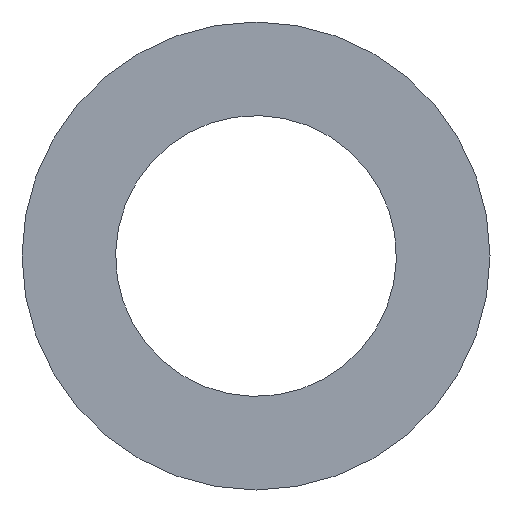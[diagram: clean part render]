
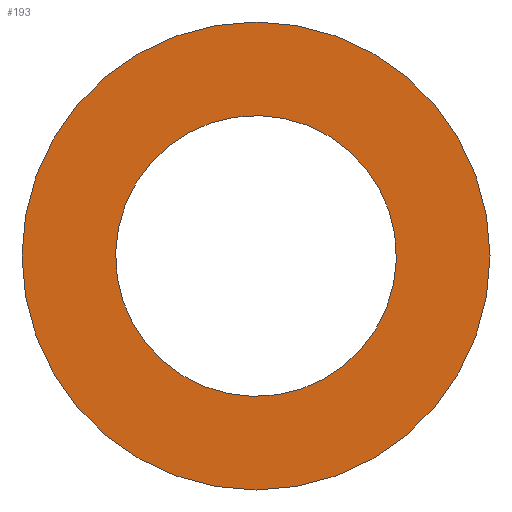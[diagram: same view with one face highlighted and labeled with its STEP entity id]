
A CAD part, left-side view. The second image highlights one B-rep face of the part: STEP entity #193.
In plain terms, the highlighted planar face has unit normal (-1, 0, 0).
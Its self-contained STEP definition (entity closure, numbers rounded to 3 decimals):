
#61=CARTESIAN_POINT('Vertex',(-3.,-13.164,7.191)) ;
#66=CARTESIAN_POINT('Axis2P3D Location',(-3.,0.,0.)) ;
#70=CARTESIAN_POINT('Vertex',(-3.,13.164,-7.191)) ;
#125=CARTESIAN_POINT('Axis2P3D Location',(-3.,0.,0.)) ;
#142=CARTESIAN_POINT('Axis2P3D Location',(-3.,0.,0.)) ;
#146=CARTESIAN_POINT('Vertex',(-3.,25.,0.)) ;
#148=CARTESIAN_POINT('Vertex',(-3.,-25.,0.)) ;
#168=CARTESIAN_POINT('Axis2P3D Location',(-3.,0.,0.)) ;
#180=CARTESIAN_POINT('Axis2P3D Location',(-3.,0.,0.)) ;
#67=DIRECTION('Axis2P3D Direction',(-1.,0.,-0.)) ;
#126=DIRECTION('Axis2P3D Direction',(-1.,0.,-0.)) ;
#143=DIRECTION('Axis2P3D Direction',(1.,0.,0.)) ;
#169=DIRECTION('Axis2P3D Direction',(1.,0.,0.)) ;
#181=DIRECTION('Axis2P3D Direction',(1.,0.,0.)) ;
#182=DIRECTION('Axis2P3D XDirection',(0.,1.,0.)) ;
#68=AXIS2_PLACEMENT_3D('Circle Axis2P3D',#66,#67,$) ;
#127=AXIS2_PLACEMENT_3D('Circle Axis2P3D',#125,#126,$) ;
#144=AXIS2_PLACEMENT_3D('Circle Axis2P3D',#142,#143,$) ;
#170=AXIS2_PLACEMENT_3D('Circle Axis2P3D',#168,#169,$) ;
#183=AXIS2_PLACEMENT_3D('Plane Axis2P3D',#180,#181,#182) ;
#186=ORIENTED_EDGE('',*,*,#172,.F.) ;
#187=ORIENTED_EDGE('',*,*,#150,.F.) ;
#190=ORIENTED_EDGE('',*,*,#72,.T.) ;
#191=ORIENTED_EDGE('',*,*,#129,.T.) ;
#192=FACE_BOUND('',#189,.T.) ;
#193=ADVANCED_FACE('PartBody',(#188,#192),#184,.F.) ;
#69=CIRCLE('generated circle',#68,15.) ;
#128=CIRCLE('generated circle',#127,15.) ;
#145=CIRCLE('generated circle',#144,25.) ;
#171=CIRCLE('generated circle',#170,25.) ;
#72=EDGE_CURVE('',#71,#62,#69,.F.) ;
#129=EDGE_CURVE('',#62,#71,#128,.F.) ;
#150=EDGE_CURVE('',#147,#149,#145,.T.) ;
#172=EDGE_CURVE('',#149,#147,#171,.T.) ;
#185=EDGE_LOOP('',(#186,#187)) ;
#189=EDGE_LOOP('',(#190,#191)) ;
#188=FACE_OUTER_BOUND('',#185,.T.) ;
#184=PLANE('Plane',#183) ;
#62=VERTEX_POINT('',#61) ;
#71=VERTEX_POINT('',#70) ;
#147=VERTEX_POINT('',#146) ;
#149=VERTEX_POINT('',#148) ;
